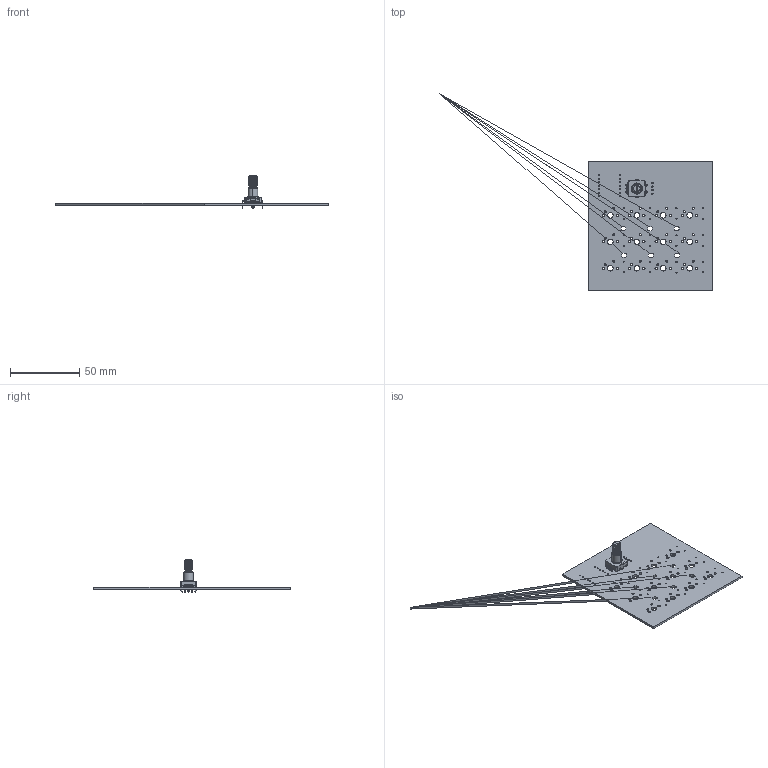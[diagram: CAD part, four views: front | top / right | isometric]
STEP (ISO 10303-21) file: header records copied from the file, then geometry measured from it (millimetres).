
FILE_DESCRIPTION(('KiCad electronic assembly'),'2;1');
FILE_NAME('Macropad_hackpad.step','2026-02-25T23:10:30',('Pcbnew'),( 'Kicad'),'Open CASCADE STEP processor 7.9','KiCad to STEP converter' ,'Unknown');
FILE_SCHEMA(('AUTOMOTIVE_DESIGN { 1 0 10303 214 1 1 1 1 }'));
Length unit declared in the file: millimetre
Products named in the file (4): Macropad_hackpad 1; EC11 Rotary Encoder Dode Switch-15mm; Macropad_hackpad_PCB; Macropad_hackpad 2
Assembly tree (2 placements, depth 2):
  Macropad_hackpad 1
    EC11 Rotary Encoder Dode Switch-15mm
    Macropad_hackpad_PCB
  Macropad_hackpad 2
Bounding box: 196.66 x 141.56 x 23.16 mm (x, y, z)
Volume: 981.9 mm3; surface area: 20377.3 mm2
Topology: 1 solids, 2 shells, 864 faces, 2482 edges, 1617 vertices
Faces by surface type: plane 546, cylinder 268, cone 28, torus 14, bspline 8
Full cylindrical faces by diameter (mm): 0.8 x24, 0.889 x14, 1 x9, 1.5 x22, 1.75 x22, 4 x8
Entity records: 32909 total; most frequent: CARTESIAN_POINT 5950, ORIENTED_EDGE 4904, DIRECTION 4631, EDGE_CURVE 2482, LINE 1767, VECTOR 1767, VERTEX_POINT 1617, AXIS2_PLACEMENT_3D 1432
